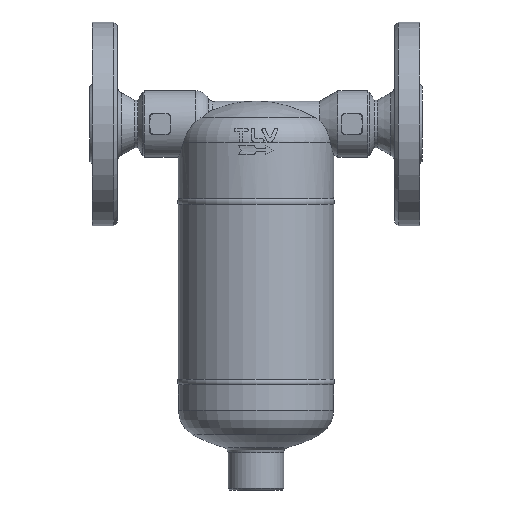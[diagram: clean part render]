
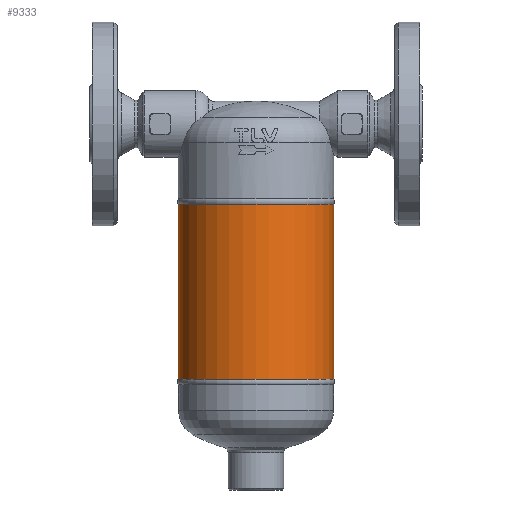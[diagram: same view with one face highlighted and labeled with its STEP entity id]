
A CAD part, front view. The second image highlights one B-rep face of the part: STEP entity #9333.
In plain terms, the highlighted cylindrical face has radius 44.55 mm (diameter 89.1 mm), a full revolution.
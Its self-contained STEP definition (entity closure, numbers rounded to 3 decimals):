
#9052=CARTESIAN_POINT('',(-44.55,0.,-101.883));
#9053=VERTEX_POINT('',#9052);
#9054=CARTESIAN_POINT('',(0.,0.0,-101.883));
#9055=DIRECTION('',(0.0,0.0,-1.0));
#9056=DIRECTION('',(1.0,0.0,0.0));
#9057=AXIS2_PLACEMENT_3D('',#9054,#9055,#9056);
#9058=CIRCLE('',#9057,44.55);
#9059=EDGE_CURVE('',#9053,#9053,#9058,.T.);
#9069=CARTESIAN_POINT('',(-44.55,0.,-1.617));
#9070=VERTEX_POINT('',#9069);
#9071=CARTESIAN_POINT('',(0.,0.0,-1.617));
#9072=DIRECTION('',(0.0,0.0,1.0));
#9073=DIRECTION('',(1.0,0.0,0.0));
#9074=AXIS2_PLACEMENT_3D('',#9071,#9072,#9073);
#9075=CIRCLE('',#9074,44.55);
#9076=EDGE_CURVE('',#9070,#9070,#9075,.T.);
#9322=CARTESIAN_POINT('',(0.,0.0,0.));
#9323=DIRECTION('',(0.,0.0,-1.0));
#9324=DIRECTION('',(1.0,0.0,0.0));
#9325=AXIS2_PLACEMENT_3D('',#9322,#9323,#9324);
#9326=CYLINDRICAL_SURFACE('',#9325,44.55);
#9327=ORIENTED_EDGE('',*,*,#9076,.F.);
#9328=EDGE_LOOP('',(#9327));
#9329=FACE_OUTER_BOUND('',#9328,.T.);
#9330=ORIENTED_EDGE('',*,*,#9059,.F.);
#9331=EDGE_LOOP('',(#9330));
#9332=FACE_BOUND('',#9331,.T.);
#9333=ADVANCED_FACE('',(#9329,#9332),#9326,.T.);
